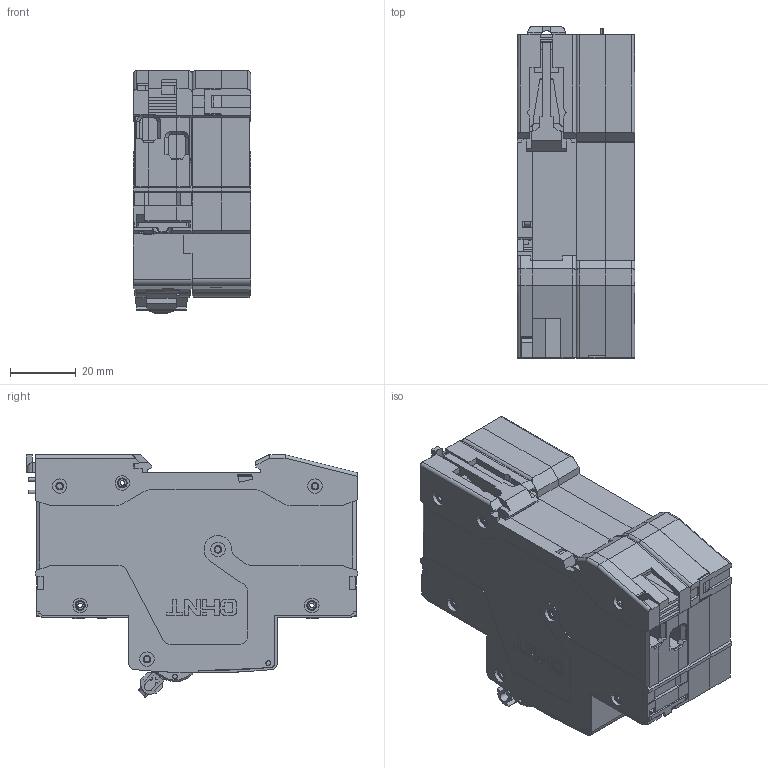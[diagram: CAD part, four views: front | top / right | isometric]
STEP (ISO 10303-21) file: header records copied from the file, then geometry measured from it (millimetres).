
FILE_DESCRIPTION((''),'2;1');
FILE_NAME('NB2LE-40ZT_1P_N2020001_ASM','2023-07-26T14:59:23',('wyanq'),(''),'CREO PARAMETRIC BY PTC INC, 2020044','CREO PARAMETRIC BY PTC INC, 2020044','');
FILE_SCHEMA(('CONFIG_CONTROL_DESIGN','SHAPE_APPEARANCE_LAYERS_GROUPS'));
Products named in the file (1): NB2LE-40ZT_1P_N2020001_ASM
Bounding box: 35.6 x 100.7 x 73.52 mm (x, y, z)
Volume: 6435.7 mm3; surface area: 81967.1 mm2
Topology: 20 solids, 25 shells, 3931 faces, 10878 edges, 7104 vertices
Faces by surface type: plane 2801, cylinder 885, torus 93, cone 81, bspline 36, extrusion 23, sphere 12
Entity records: 158216 total; most frequent: CARTESIAN_POINT 25205, ORIENTED_EDGE 21705, DIRECTION 20540, EDGE_CURVE 10866, PRESENTATION_STYLE_ASSIGNMENT 8895, STYLED_ITEM 8879, VECTOR 8334, LINE 8311
